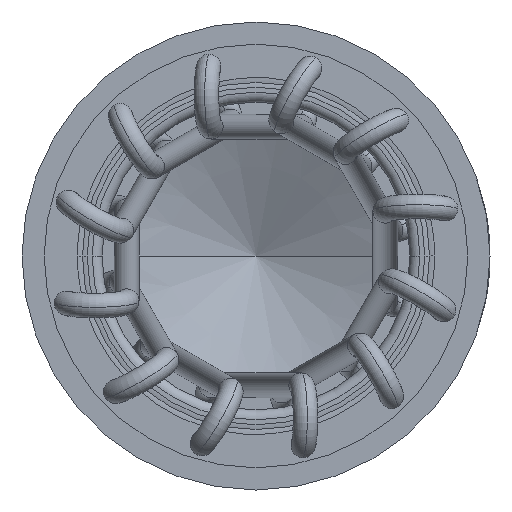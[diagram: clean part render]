
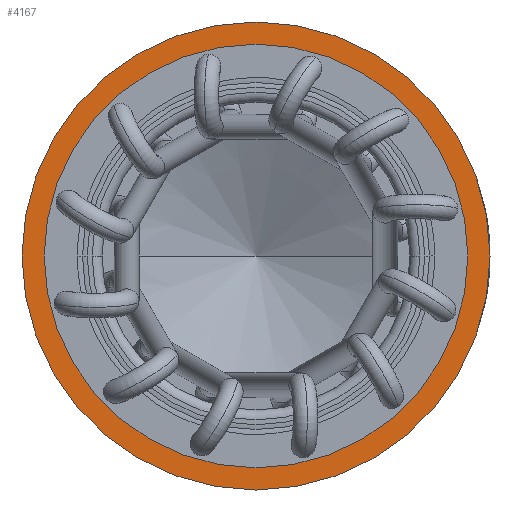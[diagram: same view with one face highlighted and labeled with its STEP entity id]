
A CAD part, front view. The second image highlights one B-rep face of the part: STEP entity #4167.
In plain terms, the highlighted planar face has unit normal (0, -1, 0).
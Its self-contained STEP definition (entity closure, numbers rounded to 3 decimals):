
#2001=CARTESIAN_POINT('',(0.,-3.05,0.));
#2002=DIRECTION('',(0.,1.,0.));
#2003=DIRECTION('',(1.,0.,0.));
#2004=AXIS2_PLACEMENT_3D('',#2001,#2002,#2003);
#2006=CARTESIAN_POINT('',(0.,-3.05,0.));
#2007=DIRECTION('',(0.,1.,0.));
#2008=DIRECTION('',(-1.,0.,0.));
#2009=AXIS2_PLACEMENT_3D('',#2006,#2007,#2008);
#2011=CARTESIAN_POINT('',(0.,-3.05,0.));
#2012=DIRECTION('',(0.,-1.,0.));
#2013=DIRECTION('',(1.,0.,0.));
#2014=AXIS2_PLACEMENT_3D('',#2011,#2012,#2013);
#2016=CARTESIAN_POINT('',(0.,-3.05,0.));
#2017=DIRECTION('',(0.,-1.,0.));
#2018=DIRECTION('',(-1.,0.,0.));
#2019=AXIS2_PLACEMENT_3D('',#2016,#2017,#2018);
#2432=CARTESIAN_POINT('',(1.9,-3.05,0.));
#2433=CARTESIAN_POINT('',(-1.9,-3.05,0.));
#2434=VERTEX_POINT('',#2432);
#2435=VERTEX_POINT('',#2433);
#2436=CARTESIAN_POINT('',(1.72,-3.05,0.));
#2437=CARTESIAN_POINT('',(-1.72,-3.05,0.));
#2438=VERTEX_POINT('',#2436);
#2439=VERTEX_POINT('',#2437);
#4152=CARTESIAN_POINT('',(0.,-3.05,0.));
#4153=DIRECTION('',(0.,1.,0.));
#4154=DIRECTION('',(-1.,0.,0.));
#4155=AXIS2_PLACEMENT_3D('',#4152,#4153,#4154);
#4156=PLANE('',#4155);
#4157=ORIENTED_EDGE('',*,*,#4141,.T.);
#4158=ORIENTED_EDGE('',*,*,#4122,.T.);
#4159=EDGE_LOOP('',(#4157,#4158));
#4160=FACE_OUTER_BOUND('',#4159,.F.);
#4162=ORIENTED_EDGE('',*,*,#4161,.T.);
#4164=ORIENTED_EDGE('',*,*,#4163,.T.);
#4165=EDGE_LOOP('',(#4162,#4164));
#4166=FACE_BOUND('',#4165,.F.);
#4167=ADVANCED_FACE('',(#4160,#4166),#4156,.F.);
#2005=CIRCLE('',#2004,1.9);
#2010=CIRCLE('',#2009,1.9);
#2015=CIRCLE('',#2014,1.72);
#2020=CIRCLE('',#2019,1.72);
#4122=EDGE_CURVE('',#2435,#2434,#2010,.T.);
#4141=EDGE_CURVE('',#2434,#2435,#2005,.T.);
#4161=EDGE_CURVE('',#2438,#2439,#2015,.T.);
#4163=EDGE_CURVE('',#2439,#2438,#2020,.T.);
